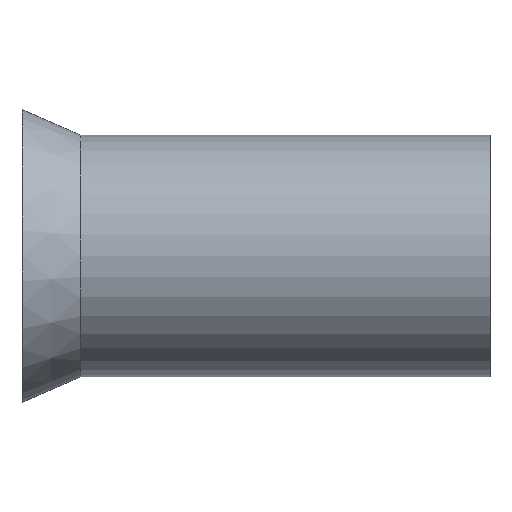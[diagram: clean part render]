
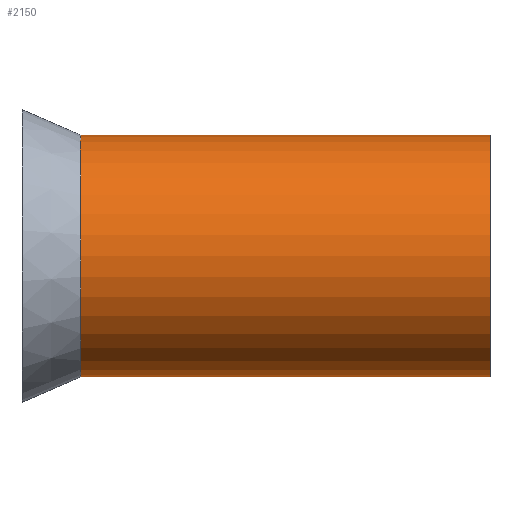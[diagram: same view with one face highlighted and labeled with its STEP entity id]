
A CAD part, top view. The second image highlights one B-rep face of the part: STEP entity #2150.
In plain terms, the highlighted cylindrical face has radius 3.1 mm (diameter 6.2 mm), a partial arc.
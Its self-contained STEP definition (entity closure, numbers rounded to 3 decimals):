
#880=CARTESIAN_POINT('',(12.,0.,0.));
#890=DIRECTION('',(1.,0.,0.));
#900=DIRECTION('',(0.,1.,0.));
#910=AXIS2_PLACEMENT_3D('',#880,#890,#900);
#920=CIRCLE('',#910,3.1);
#930=CARTESIAN_POINT('',(12.,3.1,0.));
#940=VERTEX_POINT('',#930);
#950=CARTESIAN_POINT('',(12.,-3.1,0.));
#960=VERTEX_POINT('',#950);
#970=EDGE_CURVE('',#940,#960,#920,.T.);
#1210=CARTESIAN_POINT('',(6.75,-3.1,0.));
#1220=DIRECTION('',(-1.,0.,0.));
#1230=VECTOR('',#1220,1.);
#1240=LINE('',#1210,#1230);
#1250=CARTESIAN_POINT('',(1.5,-3.1,0.));
#1260=VERTEX_POINT('',#1250);
#1270=EDGE_CURVE('',#960,#1260,#1240,.T.);
#1300=CARTESIAN_POINT('',(6.75,3.1,0.));
#1310=DIRECTION('',(-1.,0.,0.));
#1320=VECTOR('',#1310,1.);
#1330=LINE('',#1300,#1320);
#1340=CARTESIAN_POINT('',(1.5,3.1,0.));
#1350=VERTEX_POINT('',#1340);
#1360=EDGE_CURVE('',#940,#1350,#1330,.T.);
#1380=CARTESIAN_POINT('',(1.5,0.,0.));
#1390=DIRECTION('',(1.,0.,0.));
#1400=DIRECTION('',(0.,1.,0.));
#1410=AXIS2_PLACEMENT_3D('',#1380,#1390,#1400);
#1420=CIRCLE('',#1410,3.1);
#1890=EDGE_CURVE('',#1350,#1260,#1420,.T.);
#2040=CARTESIAN_POINT('',(6.75,0.,0.));
#2050=DIRECTION('',(-1.,0.,0.));
#2060=DIRECTION('',(0.,1.,0.));
#2070=AXIS2_PLACEMENT_3D('',#2040,#2050,#2060);
#2080=CYLINDRICAL_SURFACE('',#2070,3.1);
#2090=ORIENTED_EDGE('',*,*,#970,.F.);
#2100=ORIENTED_EDGE('',*,*,#1270,.F.);
#2110=ORIENTED_EDGE('',*,*,#1890,.T.);
#2120=ORIENTED_EDGE('',*,*,#1360,.T.);
#2130=EDGE_LOOP('',(#2120,#2110,#2100,#2090));
#2140=FACE_OUTER_BOUND('',#2130,.T.);
#2150=ADVANCED_FACE('',(#2140),#2080,.T.);
